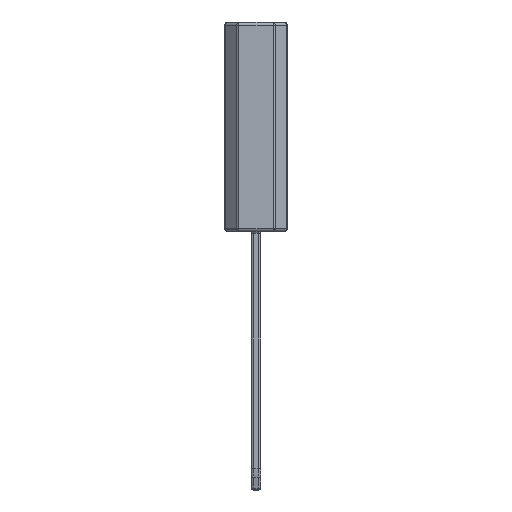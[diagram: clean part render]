
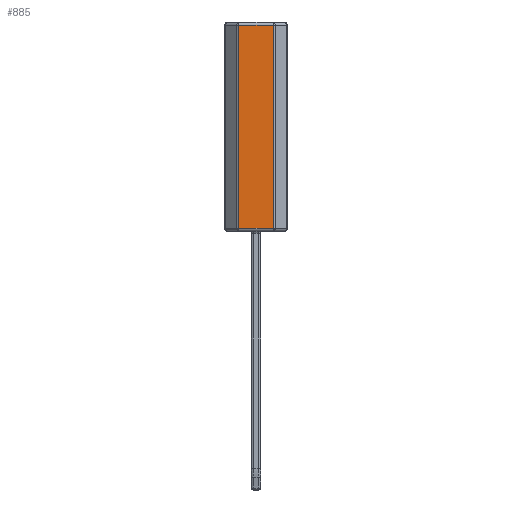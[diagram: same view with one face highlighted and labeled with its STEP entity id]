
A CAD part, left-side view. The second image highlights one B-rep face of the part: STEP entity #885.
In plain terms, the highlighted planar face has unit normal (-1, 0, 0).
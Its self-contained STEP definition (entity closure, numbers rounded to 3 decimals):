
#227 = CYLINDRICAL_SURFACE('',#228,0.125);
#228 = AXIS2_PLACEMENT_3D('',#229,#230,#231);
#229 = CARTESIAN_POINT('',(-1.145,0.692,0.));
#230 = DIRECTION('',(0.,0.,1.));
#231 = DIRECTION('',(-0.707,0.707,0.));
#332 = VERTEX_POINT('',#333);
#333 = CARTESIAN_POINT('',(-1.27,0.692,0.125));
#360 = EDGE_CURVE('',#332,#361,#363,.T.);
#361 = VERTEX_POINT('',#362);
#362 = CARTESIAN_POINT('',(-1.27,0.692,8.375));
#363 = SURFACE_CURVE('',#364,(#368,#375),.PCURVE_S1.);
#364 = LINE('',#365,#366);
#365 = CARTESIAN_POINT('',(-1.27,0.692,0.));
#366 = VECTOR('',#367,1.);
#367 = DIRECTION('',(0.,0.,1.));
#368 = PCURVE('',#227,#369);
#369 = DEFINITIONAL_REPRESENTATION('',(#370),#374);
#370 = LINE('',#371,#372);
#371 = CARTESIAN_POINT('',(0.785,0.));
#372 = VECTOR('',#373,1.);
#373 = DIRECTION('',(0.,1.));
#374 = ( GEOMETRIC_REPRESENTATION_CONTEXT(2) 
PARAMETRIC_REPRESENTATION_CONTEXT() REPRESENTATION_CONTEXT('2D SPACE',''
  ) );
#375 = PCURVE('',#376,#381);
#376 = PLANE('',#377);
#377 = AXIS2_PLACEMENT_3D('',#378,#379,#380);
#378 = CARTESIAN_POINT('',(-1.27,-0.744,0.));
#379 = DIRECTION('',(-1.,0.,0.));
#380 = DIRECTION('',(0.,1.,0.));
#381 = DEFINITIONAL_REPRESENTATION('',(#382),#386);
#382 = LINE('',#383,#384);
#383 = CARTESIAN_POINT('',(1.436,0.));
#384 = VECTOR('',#385,1.);
#385 = DIRECTION('',(0.,-1.));
#386 = ( GEOMETRIC_REPRESENTATION_CONTEXT(2) 
PARAMETRIC_REPRESENTATION_CONTEXT() REPRESENTATION_CONTEXT('2D SPACE',''
  ) );
#590 = CYLINDRICAL_SURFACE('',#591,0.125);
#591 = AXIS2_PLACEMENT_3D('',#592,#593,#594);
#592 = CARTESIAN_POINT('',(-1.145,-0.744,8.375));
#593 = DIRECTION('',(0.,1.,0.));
#594 = DIRECTION('',(-1.,0.,0.));
#872 = CYLINDRICAL_SURFACE('',#873,0.125);
#873 = AXIS2_PLACEMENT_3D('',#874,#875,#876);
#874 = CARTESIAN_POINT('',(-1.145,-0.744,0.125));
#875 = DIRECTION('',(0.,1.,0.));
#876 = DIRECTION('',(-1.,0.,0.));
#885 = ADVANCED_FACE('',(#886),#376,.T.);
#886 = FACE_BOUND('',#887,.T.);
#887 = EDGE_LOOP('',(#888,#911,#912,#935));
#888 = ORIENTED_EDGE('',*,*,#889,.T.);
#889 = EDGE_CURVE('',#890,#361,#892,.T.);
#890 = VERTEX_POINT('',#891);
#891 = CARTESIAN_POINT('',(-1.27,-0.692,8.375));
#892 = SURFACE_CURVE('',#893,(#897,#904),.PCURVE_S1.);
#893 = LINE('',#894,#895);
#894 = CARTESIAN_POINT('',(-1.27,-0.744,8.375));
#895 = VECTOR('',#896,1.);
#896 = DIRECTION('',(0.,1.,0.));
#897 = PCURVE('',#376,#898);
#898 = DEFINITIONAL_REPRESENTATION('',(#899),#903);
#899 = LINE('',#900,#901);
#900 = CARTESIAN_POINT('',(0.,-8.375));
#901 = VECTOR('',#902,1.);
#902 = DIRECTION('',(1.,0.));
#903 = ( GEOMETRIC_REPRESENTATION_CONTEXT(2) 
PARAMETRIC_REPRESENTATION_CONTEXT() REPRESENTATION_CONTEXT('2D SPACE',''
  ) );
#904 = PCURVE('',#590,#905);
#905 = DEFINITIONAL_REPRESENTATION('',(#906),#910);
#906 = LINE('',#907,#908);
#907 = CARTESIAN_POINT('',(0.,0.));
#908 = VECTOR('',#909,1.);
#909 = DIRECTION('',(0.,1.));
#910 = ( GEOMETRIC_REPRESENTATION_CONTEXT(2) 
PARAMETRIC_REPRESENTATION_CONTEXT() REPRESENTATION_CONTEXT('2D SPACE',''
  ) );
#911 = ORIENTED_EDGE('',*,*,#360,.F.);
#912 = ORIENTED_EDGE('',*,*,#913,.F.);
#913 = EDGE_CURVE('',#914,#332,#916,.T.);
#914 = VERTEX_POINT('',#915);
#915 = CARTESIAN_POINT('',(-1.27,-0.692,0.125));
#916 = SURFACE_CURVE('',#917,(#921,#928),.PCURVE_S1.);
#917 = LINE('',#918,#919);
#918 = CARTESIAN_POINT('',(-1.27,-0.744,0.125));
#919 = VECTOR('',#920,1.);
#920 = DIRECTION('',(0.,1.,0.));
#921 = PCURVE('',#376,#922);
#922 = DEFINITIONAL_REPRESENTATION('',(#923),#927);
#923 = LINE('',#924,#925);
#924 = CARTESIAN_POINT('',(0.,-0.125));
#925 = VECTOR('',#926,1.);
#926 = DIRECTION('',(1.,0.));
#927 = ( GEOMETRIC_REPRESENTATION_CONTEXT(2) 
PARAMETRIC_REPRESENTATION_CONTEXT() REPRESENTATION_CONTEXT('2D SPACE',''
  ) );
#928 = PCURVE('',#872,#929);
#929 = DEFINITIONAL_REPRESENTATION('',(#930),#934);
#930 = LINE('',#931,#932);
#931 = CARTESIAN_POINT('',(-0.,0.));
#932 = VECTOR('',#933,1.);
#933 = DIRECTION('',(-0.,1.));
#934 = ( GEOMETRIC_REPRESENTATION_CONTEXT(2) 
PARAMETRIC_REPRESENTATION_CONTEXT() REPRESENTATION_CONTEXT('2D SPACE',''
  ) );
#935 = ORIENTED_EDGE('',*,*,#936,.T.);
#936 = EDGE_CURVE('',#914,#890,#937,.T.);
#937 = SURFACE_CURVE('',#938,(#942,#949),.PCURVE_S1.);
#938 = LINE('',#939,#940);
#939 = CARTESIAN_POINT('',(-1.27,-0.692,0.));
#940 = VECTOR('',#941,1.);
#941 = DIRECTION('',(0.,0.,1.));
#942 = PCURVE('',#376,#943);
#943 = DEFINITIONAL_REPRESENTATION('',(#944),#948);
#944 = LINE('',#945,#946);
#945 = CARTESIAN_POINT('',(0.052,0.));
#946 = VECTOR('',#947,1.);
#947 = DIRECTION('',(0.,-1.));
#948 = ( GEOMETRIC_REPRESENTATION_CONTEXT(2) 
PARAMETRIC_REPRESENTATION_CONTEXT() REPRESENTATION_CONTEXT('2D SPACE',''
  ) );
#949 = PCURVE('',#950,#955);
#950 = CYLINDRICAL_SURFACE('',#951,0.125);
#951 = AXIS2_PLACEMENT_3D('',#952,#953,#954);
#952 = CARTESIAN_POINT('',(-1.145,-0.692,0.));
#953 = DIRECTION('',(0.,0.,1.));
#954 = DIRECTION('',(-1.,0.,0.));
#955 = DEFINITIONAL_REPRESENTATION('',(#956),#960);
#956 = LINE('',#957,#958);
#957 = CARTESIAN_POINT('',(0.,0.));
#958 = VECTOR('',#959,1.);
#959 = DIRECTION('',(0.,1.));
#960 = ( GEOMETRIC_REPRESENTATION_CONTEXT(2) 
PARAMETRIC_REPRESENTATION_CONTEXT() REPRESENTATION_CONTEXT('2D SPACE',''
  ) );
